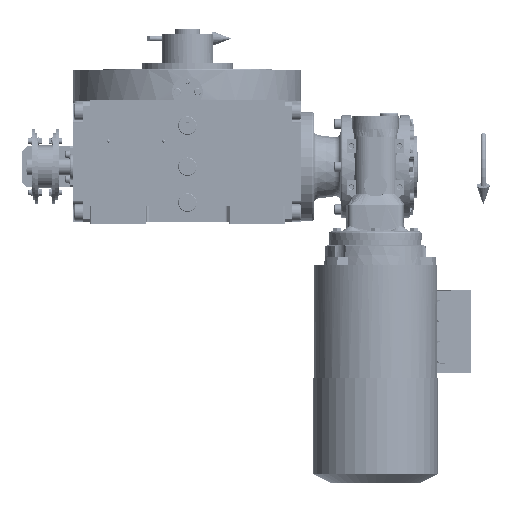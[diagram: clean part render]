
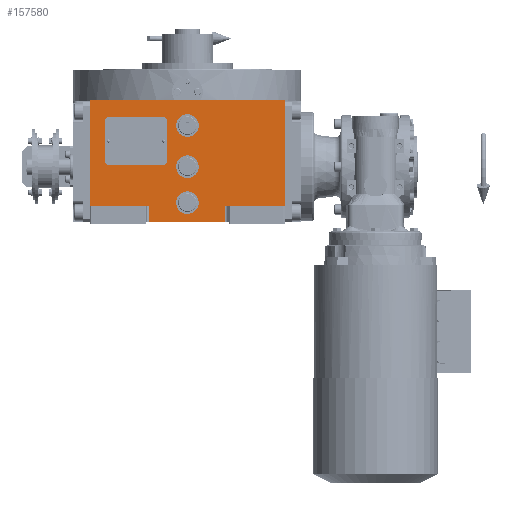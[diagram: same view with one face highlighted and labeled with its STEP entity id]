
A CAD part, top view. The second image highlights one B-rep face of the part: STEP entity #157580.
In plain terms, the highlighted planar face has unit normal (0, 0, 1).
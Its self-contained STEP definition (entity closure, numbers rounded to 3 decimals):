
#2879 = EDGE_CURVE ( 'NONE', #99409, #100237, #161045, .T. ) ;
#3741 = DIRECTION ( 'NONE',  ( -1., 0., 0. ) ) ;
#3810 = ORIENTED_EDGE ( 'NONE', *, *, #127089, .T. ) ;
#4358 = ORIENTED_EDGE ( 'NONE', *, *, #166282, .T. ) ;
#4656 = VECTOR ( 'NONE', #125655, 1000. ) ;
#4774 = ORIENTED_EDGE ( 'NONE', *, *, #120883, .T. ) ;
#5024 = AXIS2_PLACEMENT_3D ( 'NONE', #73548, #8850, #60763 ) ;
#5444 = DIRECTION ( 'NONE',  ( 0., 0., 1. ) ) ;
#5927 = VERTEX_POINT ( 'NONE', #157595 ) ;
#6982 = AXIS2_PLACEMENT_3D ( 'NONE', #17349, #5444, #145065 ) ;
#7134 = DIRECTION ( 'NONE',  ( 0., 0., 1. ) ) ;
#8850 = DIRECTION ( 'NONE',  ( 0., 0., 1. ) ) ;
#13256 = CARTESIAN_POINT ( 'NONE',  ( 94.5, -38.5, 163.5 ) ) ;
#15726 = EDGE_CURVE ( 'NONE', #74324, #5927, #124514, .T. ) ;
#16508 = CARTESIAN_POINT ( 'NONE',  ( 0., 40., 163.5 ) ) ;
#17349 = CARTESIAN_POINT ( 'NONE',  ( 0., 0., 163.5 ) ) ;
#18260 = DIRECTION ( 'NONE',  ( 1., 0., 0. ) ) ;
#20778 = CARTESIAN_POINT ( 'NONE',  ( -94.5, -53.5, 163.5 ) ) ;
#22100 = EDGE_CURVE ( 'NONE', #108045, #43006, #62140, .T. ) ;
#23263 = EDGE_LOOP ( 'NONE', ( #143109, #106806 ) ) ;
#23372 = VERTEX_POINT ( 'NONE', #49109 ) ;
#31367 = AXIS2_PLACEMENT_3D ( 'NONE', #147741, #146920, #121373 ) ;
#31771 = ORIENTED_EDGE ( 'NONE', *, *, #48903, .T. ) ;
#33306 = VECTOR ( 'NONE', #114550, 1000. ) ;
#33536 = FACE_BOUND ( 'NONE', #38301, .T. ) ;
#34335 = CARTESIAN_POINT ( 'NONE',  ( 0., 0., 163.5 ) ) ;
#35314 = VERTEX_POINT ( 'NONE', #86399 ) ;
#36489 = EDGE_CURVE ( 'NONE', #5927, #74324, #63938, .T. ) ;
#38301 = EDGE_LOOP ( 'NONE', ( #159871, #123453 ) ) ;
#38994 = CARTESIAN_POINT ( 'NONE',  ( -94.5, 64.5, 163.5 ) ) ;
#40391 = EDGE_CURVE ( 'NONE', #54590, #134826, #58625, .T. ) ;
#43006 = VERTEX_POINT ( 'NONE', #145768 ) ;
#43748 = VECTOR ( 'NONE', #141701, 1000. ) ;
#44420 = CARTESIAN_POINT ( 'NONE',  ( 37., -38.5, 163.5 ) ) ;
#48903 = EDGE_CURVE ( 'NONE', #99409, #116339, #114476, .T. ) ;
#49030 = CARTESIAN_POINT ( 'NONE',  ( 37., -53.5, 163.5 ) ) ;
#49109 = CARTESIAN_POINT ( 'NONE',  ( -94.5, -38.5, 163.5 ) ) ;
#49822 = DIRECTION ( 'NONE',  ( -1., 0., 0. ) ) ;
#49974 = ORIENTED_EDGE ( 'NONE', *, *, #105685, .F. ) ;
#51037 = VERTEX_POINT ( 'NONE', #38994 ) ;
#51158 = EDGE_CURVE ( 'NONE', #23372, #51037, #156435, .T. ) ;
#54590 = VERTEX_POINT ( 'NONE', #147332 ) ;
#55333 = ORIENTED_EDGE ( 'NONE', *, *, #51158, .F. ) ;
#58625 = CIRCLE ( 'NONE', #6982, 11. ) ;
#59089 = PLANE ( 'NONE',  #122228 ) ;
#60365 = CIRCLE ( 'NONE', #120134, 11. ) ;
#60763 = DIRECTION ( 'NONE',  ( 1., 0., 0. ) ) ;
#62140 = CIRCLE ( 'NONE', #5024, 11. ) ;
#63891 = VERTEX_POINT ( 'NONE', #134109 ) ;
#63899 = CARTESIAN_POINT ( 'NONE',  ( 94.5, -38.5, 163.5 ) ) ;
#63938 = CIRCLE ( 'NONE', #31367, 11. ) ;
#67468 = DIRECTION ( 'NONE',  ( 0., -1., 0. ) ) ;
#67912 = LINE ( 'NONE', #157326, #86853 ) ;
#68446 = DIRECTION ( 'NONE',  ( 0., 0., 1. ) ) ;
#71041 = FACE_BOUND ( 'NONE', #120848, .T. ) ;
#72721 = DIRECTION ( 'NONE',  ( 0., 0., 1. ) ) ;
#72731 = CARTESIAN_POINT ( 'NONE',  ( 11., 40., 163.5 ) ) ;
#73548 = CARTESIAN_POINT ( 'NONE',  ( 0., 40., 163.5 ) ) ;
#74324 = VERTEX_POINT ( 'NONE', #132987 ) ;
#76190 = CARTESIAN_POINT ( 'NONE',  ( 0., -35., 163.5 ) ) ;
#79731 = LINE ( 'NONE', #157215, #147807 ) ;
#82472 = CARTESIAN_POINT ( 'NONE',  ( 37., -38.5, 163.5 ) ) ;
#85172 = ORIENTED_EDGE ( 'NONE', *, *, #114239, .F. ) ;
#86206 = LINE ( 'NONE', #164528, #104897 ) ;
#86399 = CARTESIAN_POINT ( 'NONE',  ( 94.5, 64.5, 163.5 ) ) ;
#86853 = VECTOR ( 'NONE', #158154, 1000. ) ;
#88136 = AXIS2_PLACEMENT_3D ( 'NONE', #34335, #7134, #110934 ) ;
#89336 = VECTOR ( 'NONE', #67468, 1000. ) ;
#91413 = ORIENTED_EDGE ( 'NONE', *, *, #115915, .F. ) ;
#92505 = DIRECTION ( 'NONE',  ( 0., 1., 0. ) ) ;
#94012 = DIRECTION ( 'NONE',  ( 0., 1., 0. ) ) ;
#97375 = CARTESIAN_POINT ( 'NONE',  ( -94.5, -38.5, 163.5 ) ) ;
#99409 = VERTEX_POINT ( 'NONE', #82472 ) ;
#100213 = AXIS2_PLACEMENT_3D ( 'NONE', #76190, #154485, #49822 ) ;
#100237 = VERTEX_POINT ( 'NONE', #49030 ) ;
#103686 = EDGE_LOOP ( 'NONE', ( #4774, #134783, #31771, #4358, #49974, #55333, #3810, #85172 ) ) ;
#104530 = CARTESIAN_POINT ( 'NONE',  ( -11., 0., 163.5 ) ) ;
#104897 = VECTOR ( 'NONE', #122831, 1000. ) ;
#105685 = EDGE_CURVE ( 'NONE', #51037, #35314, #86206, .T. ) ;
#106806 = ORIENTED_EDGE ( 'NONE', *, *, #15726, .F. ) ;
#108045 = VERTEX_POINT ( 'NONE', #72731 ) ;
#108862 = VECTOR ( 'NONE', #94012, 1000. ) ;
#110934 = DIRECTION ( 'NONE',  ( -1., 0., 0. ) ) ;
#114239 = EDGE_CURVE ( 'NONE', #63891, #159666, #79731, .T. ) ;
#114476 = LINE ( 'NONE', #164761, #43748 ) ;
#114550 = DIRECTION ( 'NONE',  ( 0., 1., 0. ) ) ;
#115915 = EDGE_CURVE ( 'NONE', #134826, #54590, #139764, .T. ) ;
#116339 = VERTEX_POINT ( 'NONE', #63899 ) ;
#120134 = AXIS2_PLACEMENT_3D ( 'NONE', #16508, #68446, #3741 ) ;
#120848 = EDGE_LOOP ( 'NONE', ( #136005, #91413 ) ) ;
#120883 = EDGE_CURVE ( 'NONE', #63891, #100237, #154582, .T. ) ;
#121373 = DIRECTION ( 'NONE',  ( 1., 0., 0. ) ) ;
#122228 = AXIS2_PLACEMENT_3D ( 'NONE', #20778, #72721, #18260 ) ;
#122831 = DIRECTION ( 'NONE',  ( 1., 0., 0. ) ) ;
#122928 = FACE_OUTER_BOUND ( 'NONE', #103686, .T. ) ;
#123453 = ORIENTED_EDGE ( 'NONE', *, *, #129196, .F. ) ;
#123768 = FACE_BOUND ( 'NONE', #23263, .T. ) ;
#124514 = CIRCLE ( 'NONE', #100213, 11. ) ;
#125655 = DIRECTION ( 'NONE',  ( 1., 0., 0. ) ) ;
#127089 = EDGE_CURVE ( 'NONE', #23372, #159666, #67912, .T. ) ;
#127339 = CARTESIAN_POINT ( 'NONE',  ( -37., -53.5, 163.5 ) ) ;
#129196 = EDGE_CURVE ( 'NONE', #43006, #108045, #60365, .T. ) ;
#132987 = CARTESIAN_POINT ( 'NONE',  ( -11., -35., 163.5 ) ) ;
#134109 = CARTESIAN_POINT ( 'NONE',  ( -37., -53.5, 163.5 ) ) ;
#134783 = ORIENTED_EDGE ( 'NONE', *, *, #2879, .F. ) ;
#134826 = VERTEX_POINT ( 'NONE', #104530 ) ;
#136005 = ORIENTED_EDGE ( 'NONE', *, *, #40391, .F. ) ;
#137157 = CARTESIAN_POINT ( 'NONE',  ( -37., -38.5, 163.5 ) ) ;
#139764 = CIRCLE ( 'NONE', #88136, 11. ) ;
#141701 = DIRECTION ( 'NONE',  ( 1., 0., 0. ) ) ;
#143109 = ORIENTED_EDGE ( 'NONE', *, *, #36489, .F. ) ;
#145065 = DIRECTION ( 'NONE',  ( 1., 0., 0. ) ) ;
#145768 = CARTESIAN_POINT ( 'NONE',  ( -11., 40., 163.5 ) ) ;
#146920 = DIRECTION ( 'NONE',  ( 0., 0., 1. ) ) ;
#147332 = CARTESIAN_POINT ( 'NONE',  ( 11., 0., 163.5 ) ) ;
#147741 = CARTESIAN_POINT ( 'NONE',  ( 0., -35., 163.5 ) ) ;
#147807 = VECTOR ( 'NONE', #92505, 1000. ) ;
#153717 = LINE ( 'NONE', #13256, #33306 ) ;
#154485 = DIRECTION ( 'NONE',  ( 0., 0., 1. ) ) ;
#154582 = LINE ( 'NONE', #127339, #4656 ) ;
#156435 = LINE ( 'NONE', #97375, #108862 ) ;
#157215 = CARTESIAN_POINT ( 'NONE',  ( -37., -53.5, 163.5 ) ) ;
#157326 = CARTESIAN_POINT ( 'NONE',  ( -94.5, -38.5, 163.5 ) ) ;
#157580 = ADVANCED_FACE ( 'NONE', ( #71041, #123768, #33536, #122928 ), #59089, .T. ) ;
#157595 = CARTESIAN_POINT ( 'NONE',  ( 11., -35., 163.5 ) ) ;
#158154 = DIRECTION ( 'NONE',  ( 1., 0., 0. ) ) ;
#159666 = VERTEX_POINT ( 'NONE', #137157 ) ;
#159871 = ORIENTED_EDGE ( 'NONE', *, *, #22100, .F. ) ;
#161045 = LINE ( 'NONE', #44420, #89336 ) ;
#164528 = CARTESIAN_POINT ( 'NONE',  ( -94.5, 64.5, 163.5 ) ) ;
#164761 = CARTESIAN_POINT ( 'NONE',  ( 37., -38.5, 163.5 ) ) ;
#166282 = EDGE_CURVE ( 'NONE', #116339, #35314, #153717, .T. ) ;
